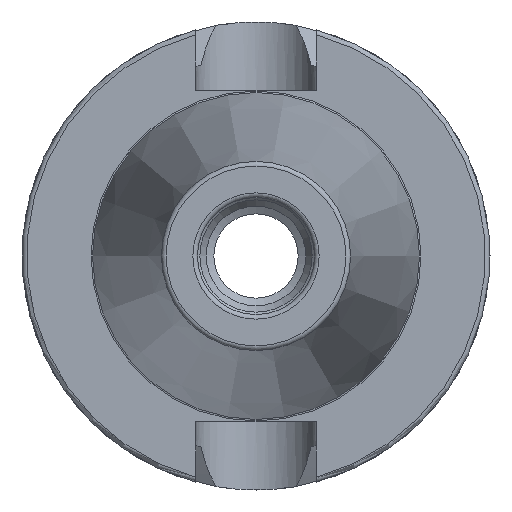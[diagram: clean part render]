
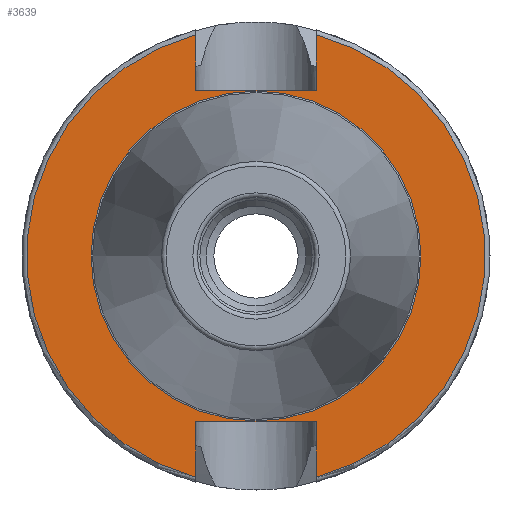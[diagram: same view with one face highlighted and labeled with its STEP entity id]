
A CAD part, left-side view. The second image highlights one B-rep face of the part: STEP entity #3639.
In plain terms, the highlighted planar face has unit normal (-1, 0, 0).
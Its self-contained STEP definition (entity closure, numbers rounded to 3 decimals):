
#302=CARTESIAN_POINT('',(3.,12.85,-35.4));
#303=VERTEX_POINT('',#302);
#310=CARTESIAN_POINT('',(3.,12.85,-47.285));
#311=VERTEX_POINT('',#310);
#312=CARTESIAN_POINT('',(3.,12.85,-47.285));
#313=DIRECTION('',(0.0,0.0,1.0));
#314=VECTOR('',#313,11.885);
#315=LINE('',#312,#314);
#316=EDGE_CURVE('',#311,#303,#315,.T.);
#393=CARTESIAN_POINT('',(3.,-12.85,-47.285));
#394=VERTEX_POINT('',#393);
#408=CARTESIAN_POINT('',(3.,-12.85,-35.4));
#409=VERTEX_POINT('',#408);
#410=CARTESIAN_POINT('',(3.,-12.85,-35.4));
#411=DIRECTION('',(0.0,0.0,-1.0));
#412=VECTOR('',#411,11.885);
#413=LINE('',#410,#412);
#414=EDGE_CURVE('',#409,#394,#413,.T.);
#434=CARTESIAN_POINT('',(3.,12.85,-35.4));
#435=DIRECTION('',(0.0,-1.0,0.0));
#436=VECTOR('',#435,25.7);
#437=LINE('',#434,#436);
#438=EDGE_CURVE('',#303,#409,#437,.T.);
#593=CARTESIAN_POINT('',(3.,12.85,47.285));
#594=VERTEX_POINT('',#593);
#595=CARTESIAN_POINT('',(3.0,0.0,0.0));
#596=DIRECTION('',(1.0,0.0,0.0));
#597=DIRECTION('',(0.0,1.0,0.0));
#598=AXIS2_PLACEMENT_3D('',#595,#596,#597);
#599=CIRCLE('',#598,49.);
#600=EDGE_CURVE('',#311,#594,#599,.T.);
#736=CARTESIAN_POINT('',(3.,-12.85,35.4));
#737=VERTEX_POINT('',#736);
#744=CARTESIAN_POINT('',(3.,-12.85,47.285));
#745=VERTEX_POINT('',#744);
#746=CARTESIAN_POINT('',(3.,-12.85,47.285));
#747=DIRECTION('',(0.0,0.0,-1.0));
#748=VECTOR('',#747,11.885);
#749=LINE('',#746,#748);
#750=EDGE_CURVE('',#745,#737,#749,.T.);
#800=CARTESIAN_POINT('',(3.,12.85,35.4));
#801=VERTEX_POINT('',#800);
#802=CARTESIAN_POINT('',(3.,12.85,35.4));
#803=DIRECTION('',(0.0,0.0,1.0));
#804=VECTOR('',#803,11.885);
#805=LINE('',#802,#804);
#806=EDGE_CURVE('',#801,#594,#805,.T.);
#826=CARTESIAN_POINT('',(3.,-12.85,35.4));
#827=DIRECTION('',(0.0,1.0,0.0));
#828=VECTOR('',#827,25.7);
#829=LINE('',#826,#828);
#830=EDGE_CURVE('',#737,#801,#829,.T.);
#3600=CARTESIAN_POINT('',(3.,35.25,0.0));
#3601=VERTEX_POINT('',#3600);
#3602=CARTESIAN_POINT('',(3.,0.0,0.0));
#3603=DIRECTION('',(1.0,0.0,0.0));
#3604=DIRECTION('',(0.0,1.0,0.0));
#3605=AXIS2_PLACEMENT_3D('',#3602,#3603,#3604);
#3606=CIRCLE('',#3605,35.25);
#3607=EDGE_CURVE('',#3601,#3601,#3606,.T.);
#3615=CARTESIAN_POINT('',(3.,42.125,0.0));
#3616=DIRECTION('',(-1.0,0.0,0.0));
#3617=DIRECTION('',(0.0,0.0,1.0));
#3618=AXIS2_PLACEMENT_3D('',#3615,#3616,#3617);
#3619=PLANE('',#3618);
#3620=ORIENTED_EDGE('',*,*,#414,.T.);
#3621=CARTESIAN_POINT('',(3.0,0.0,0.0));
#3622=DIRECTION('',(1.0,0.0,0.0));
#3623=DIRECTION('',(0.0,1.0,0.0));
#3624=AXIS2_PLACEMENT_3D('',#3621,#3622,#3623);
#3625=CIRCLE('',#3624,49.);
#3626=EDGE_CURVE('',#745,#394,#3625,.T.);
#3627=ORIENTED_EDGE('',*,*,#3626,.F.);
#3628=ORIENTED_EDGE('',*,*,#750,.T.);
#3629=ORIENTED_EDGE('',*,*,#830,.T.);
#3630=ORIENTED_EDGE('',*,*,#806,.T.);
#3631=ORIENTED_EDGE('',*,*,#600,.F.);
#3632=ORIENTED_EDGE('',*,*,#316,.T.);
#3633=ORIENTED_EDGE('',*,*,#438,.T.);
#3634=EDGE_LOOP('',(#3620,#3627,#3628,#3629,#3630,#3631,#3632,#3633));
#3635=FACE_OUTER_BOUND('',#3634,.T.);
#3636=ORIENTED_EDGE('',*,*,#3607,.T.);
#3637=EDGE_LOOP('',(#3636));
#3638=FACE_BOUND('',#3637,.T.);
#3639=ADVANCED_FACE('',(#3635,#3638),#3619,.T.);
